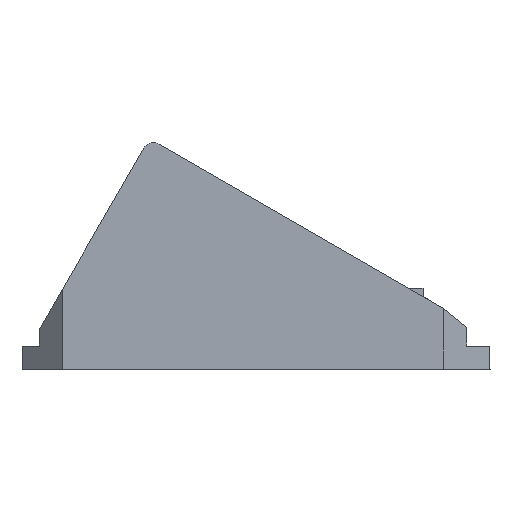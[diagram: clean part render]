
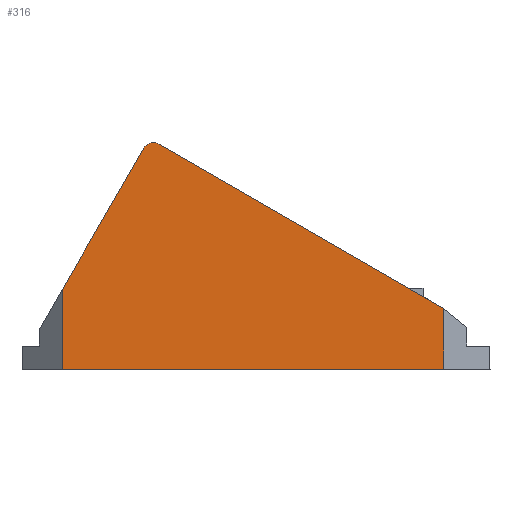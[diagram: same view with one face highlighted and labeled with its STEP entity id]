
A CAD part, left-side view. The second image highlights one B-rep face of the part: STEP entity #316.
In plain terms, the highlighted planar face has unit normal (-1, 0, 0).
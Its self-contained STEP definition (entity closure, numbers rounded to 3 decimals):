
#183 = DIRECTION ( 'NONE',  ( 0., -0.5, 0.866 ) ) ;
#184 = CARTESIAN_POINT ( 'NONE',  ( -139.576, 118.984, 173.677 ) ) ;
#208 = DIRECTION ( 'NONE',  ( 0., -1., 0. ) ) ;
#216 = CARTESIAN_POINT ( 'NONE',  ( -139.576, 68.034, 133.753 ) ) ;
#316 = ADVANCED_FACE ( 'NONE', ( #1365 ), #2155, .F. ) ;
#419 = AXIS2_PLACEMENT_3D ( 'NONE', #2135, #2151, #2150 ) ;
#488 = AXIS2_PLACEMENT_3D ( 'NONE', #696, #694, #695 ) ;
#513 = EDGE_CURVE ( 'NONE', #1745, #1665, #1200, .T. ) ;
#518 = EDGE_CURVE ( 'NONE', #1749, #1718, #1820, .T. ) ;
#570 = DIRECTION ( 'NONE',  ( 0., 0., -1. ) ) ;
#630 = CARTESIAN_POINT ( 'NONE',  ( -139.576, 134.034, 147.61 ) ) ;
#637 = DIRECTION ( 'NONE',  ( 0., -0.866, -0.5 ) ) ;
#642 = CARTESIAN_POINT ( 'NONE',  ( -139.576, 68.034, 144.261 ) ) ;
#651 = CARTESIAN_POINT ( 'NONE',  ( -139.576, 134.034, 173.677 ) ) ;
#694 = DIRECTION ( 'NONE',  ( -1., 0., 0. ) ) ;
#695 = DIRECTION ( 'NONE',  ( 0., 0., -1. ) ) ;
#696 = CARTESIAN_POINT ( 'NONE',  ( -139.576, 118.252, 170.945 ) ) ;
#710 = CARTESIAN_POINT ( 'NONE',  ( -139.576, 119.984, 171.945 ) ) ;
#718 = CARTESIAN_POINT ( 'NONE',  ( -139.576, 134.034, 133.753 ) ) ;
#747 = CARTESIAN_POINT ( 'NONE',  ( -139.576, 68.034, 173.677 ) ) ;
#763 = CARTESIAN_POINT ( 'NONE',  ( -139.576, 68.034, 133.753 ) ) ;
#768 = DIRECTION ( 'NONE',  ( 0., 0., -1. ) ) ;
#843 = CARTESIAN_POINT ( 'NONE',  ( -139.576, 117.252, 172.677 ) ) ;
#864 = CARTESIAN_POINT ( 'NONE',  ( -139.576, 68.034, 144.261 ) ) ;
#955 = VECTOR ( 'NONE', #208, 1000. ) ;
#1057 = ORIENTED_EDGE ( 'NONE', *, *, #2639, .F. ) ;
#1160 = VERTEX_POINT ( 'NONE', #843 ) ;
#1186 = EDGE_LOOP ( 'NONE', ( #1267, #1334, #1057, #1651, #1266, #1265 ) ) ;
#1200 = LINE ( 'NONE', #216, #955 ) ;
#1209 = VERTEX_POINT ( 'NONE', #864 ) ;
#1265 = ORIENTED_EDGE ( 'NONE', *, *, #2641, .T. ) ;
#1266 = ORIENTED_EDGE ( 'NONE', *, *, #518, .F. ) ;
#1267 = ORIENTED_EDGE ( 'NONE', *, *, #513, .T. ) ;
#1334 = ORIENTED_EDGE ( 'NONE', *, *, #2638, .F. ) ;
#1365 = FACE_OUTER_BOUND ( 'NONE', #1186, .T. ) ;
#1651 = ORIENTED_EDGE ( 'NONE', *, *, #2640, .T. ) ;
#1665 = VERTEX_POINT ( 'NONE', #763 ) ;
#1718 = VERTEX_POINT ( 'NONE', #710 ) ;
#1745 = VERTEX_POINT ( 'NONE', #718 ) ;
#1749 = VERTEX_POINT ( 'NONE', #630 ) ;
#1818 = VECTOR ( 'NONE', #183, 1000. ) ;
#1820 = LINE ( 'NONE', #184, #1818 ) ;
#2135 = CARTESIAN_POINT ( 'NONE',  ( -139.576, 68.034, 137.753 ) ) ;
#2150 = DIRECTION ( 'NONE',  ( 0., 0., -1. ) ) ;
#2151 = DIRECTION ( 'NONE',  ( 1., 0., 0. ) ) ;
#2155 = PLANE ( 'NONE',  #419 ) ;
#2422 = LINE ( 'NONE', #747, #2549 ) ;
#2549 = VECTOR ( 'NONE', #768, 1000. ) ;
#2555 = LINE ( 'NONE', #642, #2558 ) ;
#2556 = CIRCLE ( 'NONE', #488, 2. ) ;
#2557 = LINE ( 'NONE', #651, #2559 ) ;
#2558 = VECTOR ( 'NONE', #637, 1000. ) ;
#2559 = VECTOR ( 'NONE', #570, 1000. ) ;
#2638 = EDGE_CURVE ( 'NONE', #1209, #1665, #2422, .T. ) ;
#2639 = EDGE_CURVE ( 'NONE', #1160, #1209, #2555, .T. ) ;
#2640 = EDGE_CURVE ( 'NONE', #1160, #1718, #2556, .T. ) ;
#2641 = EDGE_CURVE ( 'NONE', #1749, #1745, #2557, .T. ) ;
